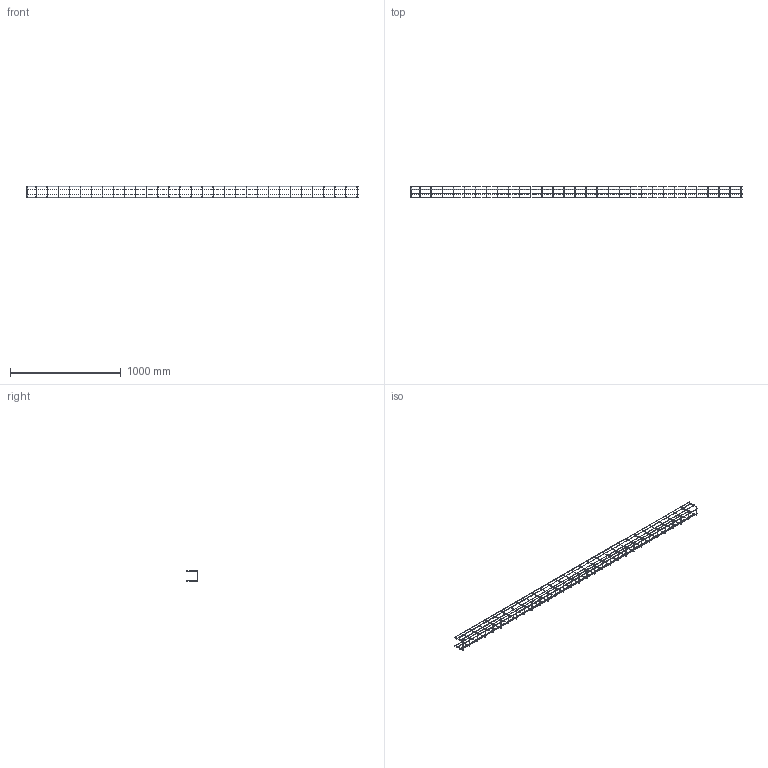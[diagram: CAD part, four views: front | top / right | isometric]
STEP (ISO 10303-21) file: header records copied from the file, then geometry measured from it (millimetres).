
FILE_DESCRIPTION (( 'STEP AP214' ), '1' );
FILE_NAME ('6002402.stp', '2016-07-14T08:32:14', ( '' ), ( '' ), 'SwSTEP 2.0', 'SolidWorks 2014', '' );
FILE_SCHEMA (( 'AUTOMOTIVE_DESIGN' ));
Length unit declared in the file: millimetre
Products named in the file (1): 6002402
Bounding box: 3000 x 107.91 x 100 mm (x, y, z)
Volume: 377048 mm3; surface area: 394858.3 mm2
Topology: 1 solids, 1 shells, 416 faces, 2096 edges, 1312 vertices
Faces by surface type: cylinder 208, torus 128, plane 80
Entity records: 32094 total; most frequent: CARTESIAN_POINT 16845, ORIENTED_EDGE 4192, DIRECTION 2342, EDGE_CURVE 2096, VERTEX_POINT 1312, B_SPLINE_CURVE_WITH_KNOTS 896, AXIS2_PLACEMENT_3D 843, VECTOR 656
